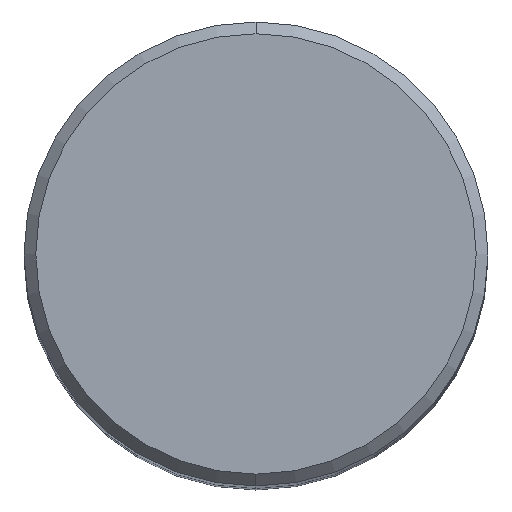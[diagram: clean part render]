
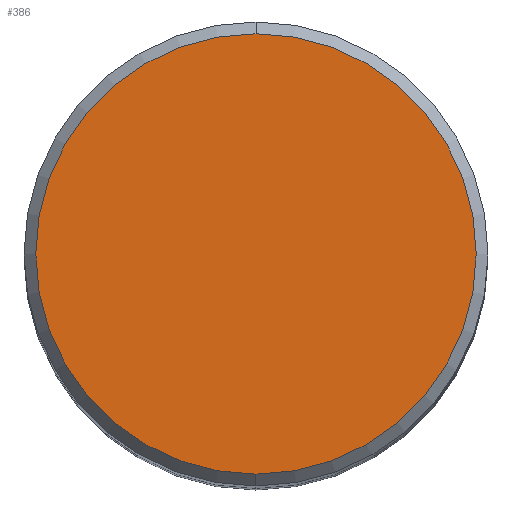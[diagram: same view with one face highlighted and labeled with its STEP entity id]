
A CAD part, top view. The second image highlights one B-rep face of the part: STEP entity #386.
In plain terms, the highlighted planar face has unit normal (0, 0, 1).
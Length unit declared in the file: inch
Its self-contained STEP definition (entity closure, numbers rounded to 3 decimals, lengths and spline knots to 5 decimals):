
#28 = VERTEX_POINT ( 'NONE', #308 ) ;
#29 = ORIENTED_EDGE ( 'NONE', *, *, #247, .T. ) ;
#87 = DIRECTION ( 'NONE',  ( 0., 0., 1. ) ) ;
#90 = DIRECTION ( 'NONE',  ( 0., 0., 1. ) ) ;
#95 = CARTESIAN_POINT ( 'NONE',  ( 0., 0.3737, 0. ) ) ;
#127 = PLANE ( 'NONE',  #409 ) ;
#130 = EDGE_CURVE ( 'NONE', #28, #403, #397, .T. ) ;
#157 = CIRCLE ( 'NONE', #356, 0.3737 ) ;
#182 = ORIENTED_EDGE ( 'NONE', *, *, #130, .T. ) ;
#187 = DIRECTION ( 'NONE',  ( 0., 1., 0. ) ) ;
#194 = FACE_OUTER_BOUND ( 'NONE', #311, .T. ) ;
#218 = CARTESIAN_POINT ( 'NONE',  ( 0., 0., 0. ) ) ;
#247 = EDGE_CURVE ( 'NONE', #403, #28, #157, .T. ) ;
#285 = CARTESIAN_POINT ( 'NONE',  ( 0., 0., 0. ) ) ;
#286 = DIRECTION ( 'NONE',  ( 0., -1., 0. ) ) ;
#308 = CARTESIAN_POINT ( 'NONE',  ( 0., -0.3737, 0. ) ) ;
#311 = EDGE_LOOP ( 'NONE', ( #29, #182 ) ) ;
#317 = DIRECTION ( 'NONE',  ( 0., 0., -1. ) ) ;
#344 = DIRECTION ( 'NONE',  ( 0., -1., 0. ) ) ;
#349 = AXIS2_PLACEMENT_3D ( 'NONE', #285, #90, #344 ) ;
#356 = AXIS2_PLACEMENT_3D ( 'NONE', #218, #87, #286 ) ;
#386 = ADVANCED_FACE ( 'NONE', ( #194 ), #127, .F. ) ;
#397 = CIRCLE ( 'NONE', #349, 0.3737 ) ;
#403 = VERTEX_POINT ( 'NONE', #418 ) ;
#409 = AXIS2_PLACEMENT_3D ( 'NONE', #95, #317, #187 ) ;
#418 = CARTESIAN_POINT ( 'NONE',  ( 0., 0.3737, 0. ) ) ;
